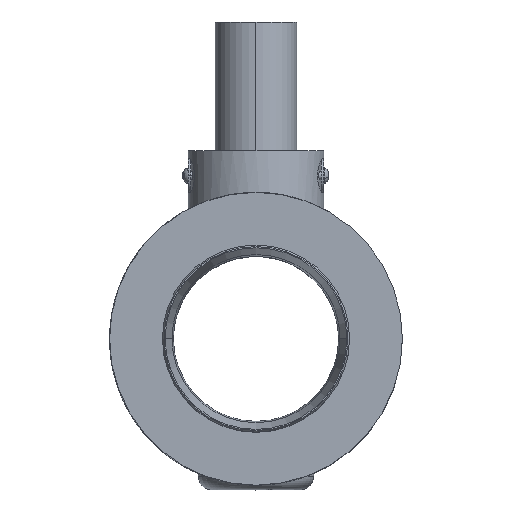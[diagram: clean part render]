
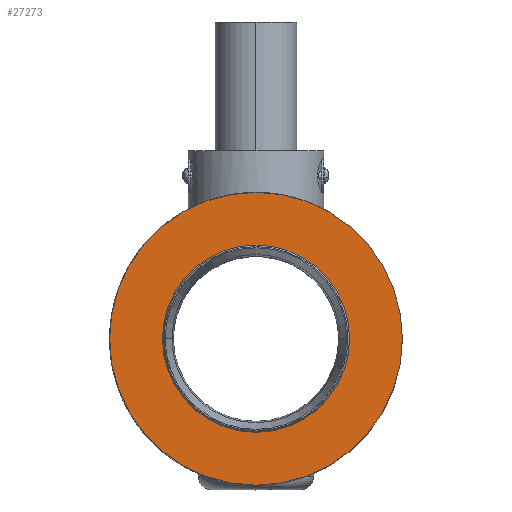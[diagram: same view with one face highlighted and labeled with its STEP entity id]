
A CAD part, top view. The second image highlights one B-rep face of the part: STEP entity #27273.
In plain terms, the highlighted planar face has unit normal (0, 0, 1).
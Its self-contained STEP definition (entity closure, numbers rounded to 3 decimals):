
#30 = EDGE_LOOP ( 'NONE', ( #36714, #55925 ) ) ;
#523 = VERTEX_POINT ( 'NONE', #65592 ) ;
#3746 = DIRECTION ( 'NONE',  ( 1., 0., 0. ) ) ;
#4421 = CARTESIAN_POINT ( 'NONE',  ( 33.039, 93.685, 176.456 ) ) ;
#7454 = EDGE_LOOP ( 'NONE', ( #13767, #17192 ) ) ;
#9965 = DIRECTION ( 'NONE',  ( 0., 0., 1. ) ) ;
#10636 = CARTESIAN_POINT ( 'NONE',  ( 87.039, 93.685, 176.456 ) ) ;
#11683 = VERTEX_POINT ( 'NONE', #4421 ) ;
#12770 = EDGE_CURVE ( 'NONE', #32006, #523, #60610, .T. ) ;
#13767 = ORIENTED_EDGE ( 'NONE', *, *, #63682, .T. ) ;
#17192 = ORIENTED_EDGE ( 'NONE', *, *, #19612, .T. ) ;
#19612 = EDGE_CURVE ( 'NONE', #11683, #19708, #66180, .T. ) ;
#19708 = VERTEX_POINT ( 'NONE', #46796 ) ;
#21280 = DIRECTION ( 'NONE',  ( 1., 0., 0. ) ) ;
#21870 = CARTESIAN_POINT ( 'NONE',  ( 87.039, 93.685, 176.456 ) ) ;
#22002 = CARTESIAN_POINT ( 'NONE',  ( 121.539, 93.685, 176.456 ) ) ;
#22401 = CARTESIAN_POINT ( 'NONE',  ( 87.039, 93.685, 176.456 ) ) ;
#23181 = AXIS2_PLACEMENT_3D ( 'NONE', #21870, #61047, #3746 ) ;
#24581 = CARTESIAN_POINT ( 'NONE',  ( 87.039, 93.685, 176.456 ) ) ;
#24948 = DIRECTION ( 'NONE',  ( 0., 0., 1. ) ) ;
#25156 = EDGE_CURVE ( 'NONE', #523, #32006, #46216, .T. ) ;
#26930 = DIRECTION ( 'NONE',  ( 1., 0., 0. ) ) ;
#27273 = ADVANCED_FACE ( 'NONE', ( #40893, #35195 ), #58355, .T. ) ;
#32006 = VERTEX_POINT ( 'NONE', #22002 ) ;
#35195 = FACE_OUTER_BOUND ( 'NONE', #7454, .T. ) ;
#36714 = ORIENTED_EDGE ( 'NONE', *, *, #12770, .F. ) ;
#40893 = FACE_BOUND ( 'NONE', #30, .T. ) ;
#41072 = DIRECTION ( 'NONE',  ( 0., 0., 1. ) ) ;
#43150 = AXIS2_PLACEMENT_3D ( 'NONE', #69208, #41072, #69567 ) ;
#46216 = CIRCLE ( 'NONE', #23181, 34.5 ) ;
#46796 = CARTESIAN_POINT ( 'NONE',  ( 141.039, 93.685, 176.456 ) ) ;
#52171 = CIRCLE ( 'NONE', #66768, 54. ) ;
#54397 = AXIS2_PLACEMENT_3D ( 'NONE', #24581, #24948, #54544 ) ;
#54544 = DIRECTION ( 'NONE',  ( 1., 0., 0. ) ) ;
#55925 = ORIENTED_EDGE ( 'NONE', *, *, #25156, .F. ) ;
#58355 = PLANE ( 'NONE',  #54397 ) ;
#60610 = CIRCLE ( 'NONE', #70272, 34.5 ) ;
#61047 = DIRECTION ( 'NONE',  ( 0., 0., 1. ) ) ;
#63682 = EDGE_CURVE ( 'NONE', #19708, #11683, #52171, .T. ) ;
#65592 = CARTESIAN_POINT ( 'NONE',  ( 52.539, 93.685, 176.456 ) ) ;
#66180 = CIRCLE ( 'NONE', #43150, 54. ) ;
#66768 = AXIS2_PLACEMENT_3D ( 'NONE', #22401, #9965, #21280 ) ;
#67963 = DIRECTION ( 'NONE',  ( 0., 0., 1. ) ) ;
#69208 = CARTESIAN_POINT ( 'NONE',  ( 87.039, 93.685, 176.456 ) ) ;
#69567 = DIRECTION ( 'NONE',  ( 1., 0., 0. ) ) ;
#70272 = AXIS2_PLACEMENT_3D ( 'NONE', #10636, #67963, #26930 ) ;
